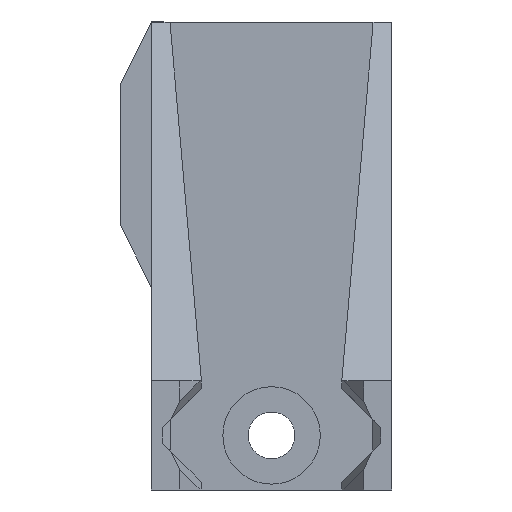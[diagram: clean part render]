
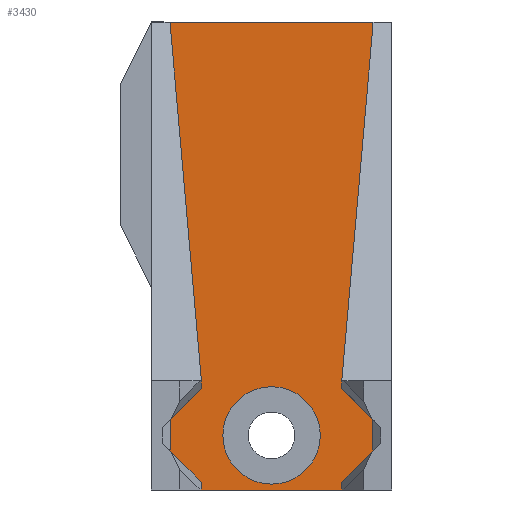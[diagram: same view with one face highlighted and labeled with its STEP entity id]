
A CAD part, front view. The second image highlights one B-rep face of the part: STEP entity #3430.
In plain terms, the highlighted planar face has unit normal (0, -1, 0).
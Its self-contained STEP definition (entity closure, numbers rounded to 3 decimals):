
#154=FACE_BOUND('',#384,.T.);
#174=CIRCLE('',#3643,3.125);
#188=FACE_OUTER_BOUND('',#383,.T.);
#383=EDGE_LOOP('',(#2284,#2285,#2286,#2287,#2288,#2289,#2290,#2291,#2292,
#2293,#2294,#2295,#2296,#2297,#2298,#2299));
#384=EDGE_LOOP('',(#2300));
#608=LINE('',#4584,#1016);
#616=LINE('',#4604,#1024);
#617=LINE('',#4606,#1025);
#618=LINE('',#4608,#1026);
#619=LINE('',#4610,#1027);
#620=LINE('',#4612,#1028);
#621=LINE('',#4614,#1029);
#622=LINE('',#4616,#1030);
#623=LINE('',#4618,#1031);
#624=LINE('',#4620,#1032);
#625=LINE('',#4622,#1033);
#626=LINE('',#4624,#1034);
#627=LINE('',#4626,#1035);
#628=LINE('',#4628,#1036);
#629=LINE('',#4629,#1037);
#630=LINE('',#4630,#1038);
#1016=VECTOR('',#3826,10.);
#1024=VECTOR('',#3840,10.);
#1025=VECTOR('',#3841,1000.);
#1026=VECTOR('',#3842,1000.);
#1027=VECTOR('',#3843,1000.);
#1028=VECTOR('',#3844,1000.);
#1029=VECTOR('',#3845,1000.);
#1030=VECTOR('',#3846,1000.);
#1031=VECTOR('',#3847,1000.);
#1032=VECTOR('',#3848,1000.);
#1033=VECTOR('',#3849,1000.);
#1034=VECTOR('',#3850,1000.);
#1035=VECTOR('',#3851,1000.);
#1036=VECTOR('',#3852,10.);
#1037=VECTOR('',#3853,10.);
#1038=VECTOR('',#3854,10.);
#1424=VERTEX_POINT('',#4581);
#1425=VERTEX_POINT('',#4583);
#1433=VERTEX_POINT('',#4602);
#1434=VERTEX_POINT('',#4603);
#1435=VERTEX_POINT('',#4605);
#1436=VERTEX_POINT('',#4607);
#1437=VERTEX_POINT('',#4609);
#1438=VERTEX_POINT('',#4611);
#1439=VERTEX_POINT('',#4613);
#1440=VERTEX_POINT('',#4615);
#1441=VERTEX_POINT('',#4617);
#1442=VERTEX_POINT('',#4619);
#1443=VERTEX_POINT('',#4621);
#1444=VERTEX_POINT('',#4623);
#1445=VERTEX_POINT('',#4625);
#1446=VERTEX_POINT('',#4627);
#1447=VERTEX_POINT('',#4631);
#1761=EDGE_CURVE('',#1425,#1424,#608,.T.);
#1771=EDGE_CURVE('',#1433,#1434,#616,.T.);
#1772=EDGE_CURVE('',#1433,#1435,#617,.T.);
#1773=EDGE_CURVE('',#1435,#1436,#618,.T.);
#1774=EDGE_CURVE('',#1436,#1437,#619,.T.);
#1775=EDGE_CURVE('',#1437,#1438,#620,.T.);
#1776=EDGE_CURVE('',#1438,#1439,#621,.T.);
#1777=EDGE_CURVE('',#1439,#1440,#622,.T.);
#1778=EDGE_CURVE('',#1441,#1440,#623,.T.);
#1779=EDGE_CURVE('',#1441,#1442,#624,.T.);
#1780=EDGE_CURVE('',#1442,#1443,#625,.T.);
#1781=EDGE_CURVE('',#1443,#1444,#626,.T.);
#1782=EDGE_CURVE('',#1445,#1444,#627,.T.);
#1783=EDGE_CURVE('',#1445,#1446,#628,.T.);
#1784=EDGE_CURVE('',#1446,#1425,#629,.T.);
#1785=EDGE_CURVE('',#1434,#1424,#630,.T.);
#1786=EDGE_CURVE('',#1447,#1447,#174,.T.);
#2284=ORIENTED_EDGE('',*,*,#1771,.F.);
#2285=ORIENTED_EDGE('',*,*,#1772,.T.);
#2286=ORIENTED_EDGE('',*,*,#1773,.T.);
#2287=ORIENTED_EDGE('',*,*,#1774,.T.);
#2288=ORIENTED_EDGE('',*,*,#1775,.T.);
#2289=ORIENTED_EDGE('',*,*,#1776,.T.);
#2290=ORIENTED_EDGE('',*,*,#1777,.T.);
#2291=ORIENTED_EDGE('',*,*,#1778,.F.);
#2292=ORIENTED_EDGE('',*,*,#1779,.T.);
#2293=ORIENTED_EDGE('',*,*,#1780,.T.);
#2294=ORIENTED_EDGE('',*,*,#1781,.T.);
#2295=ORIENTED_EDGE('',*,*,#1782,.F.);
#2296=ORIENTED_EDGE('',*,*,#1783,.T.);
#2297=ORIENTED_EDGE('',*,*,#1784,.T.);
#2298=ORIENTED_EDGE('',*,*,#1761,.T.);
#2299=ORIENTED_EDGE('',*,*,#1785,.F.);
#2300=ORIENTED_EDGE('',*,*,#1786,.T.);
#3284=PLANE('',#3642);
#3430=ADVANCED_FACE('',(#188,#154),#3284,.T.);
#3642=AXIS2_PLACEMENT_3D('',#4601,#3838,#3839);
#3643=AXIS2_PLACEMENT_3D('',#4632,#3855,#3856);
#3826=DIRECTION('',(-1.,0.,0.));
#3838=DIRECTION('center_axis',(0.,-1.,0.));
#3839=DIRECTION('ref_axis',(1.,0.,0.));
#3840=DIRECTION('',(-0.087,0.,0.996));
#3841=DIRECTION('',(0.,0.,-1.));
#3842=DIRECTION('',(-0.707,0.,-0.707));
#3843=DIRECTION('',(0.,0.,-1.));
#3844=DIRECTION('',(0.707,0.,-0.707));
#3845=DIRECTION('',(0.,0.,-1.));
#3846=DIRECTION('',(1.,0.,0.));
#3847=DIRECTION('',(0.,0.,-1.));
#3848=DIRECTION('',(0.707,0.,0.707));
#3849=DIRECTION('',(0.,0.,1.));
#3850=DIRECTION('',(-0.707,0.,0.707));
#3851=DIRECTION('',(0.,0.,-1.));
#3852=DIRECTION('',(0.087,0.,0.996));
#3853=DIRECTION('',(0.,0.,1.));
#3854=DIRECTION('',(0.,0.,1.));
#3855=DIRECTION('center_axis',(0.,1.,0.));
#3856=DIRECTION('ref_axis',(1.,0.,0.));
#4581=CARTESIAN_POINT('',(-6.499,-85.,7.));
#4583=CARTESIAN_POINT('',(6.501,-85.,7.));
#4584=CARTESIAN_POINT('',(-3.249,-85.,7.));
#4601=CARTESIAN_POINT('Origin',(-6.499,-85.,-16.));
#4602=CARTESIAN_POINT('',(-4.5,-85.,-16.));
#4603=CARTESIAN_POINT('',(-6.499,-85.,6.815));
#4604=CARTESIAN_POINT('',(-4.5,-85.,-16.));
#4605=CARTESIAN_POINT('',(-4.5,-85.,-16.5));
#4606=CARTESIAN_POINT('',(-4.5,-85.,-13.));
#4607=CARTESIAN_POINT('',(-6.5,-85.,-18.5));
#4608=CARTESIAN_POINT('',(-4.5,-85.,-16.5));
#4609=CARTESIAN_POINT('',(-6.5,-85.,-20.5));
#4610=CARTESIAN_POINT('',(-6.5,-85.,-20.5));
#4611=CARTESIAN_POINT('',(-4.5,-85.,-22.5));
#4612=CARTESIAN_POINT('',(-4.5,-85.,-22.5));
#4613=CARTESIAN_POINT('',(-4.5,-85.,-23.));
#4614=CARTESIAN_POINT('',(-4.5,-85.,-13.));
#4615=CARTESIAN_POINT('',(4.5,-85.,-23.));
#4616=CARTESIAN_POINT('',(-4.5,-85.,-23.));
#4617=CARTESIAN_POINT('',(4.5,-85.,-22.5));
#4618=CARTESIAN_POINT('',(4.5,-85.,-13.));
#4619=CARTESIAN_POINT('',(6.5,-85.,-20.5));
#4620=CARTESIAN_POINT('',(6.5,-85.,-20.5));
#4621=CARTESIAN_POINT('',(6.5,-85.,-18.5));
#4622=CARTESIAN_POINT('',(6.5,-85.,-18.5));
#4623=CARTESIAN_POINT('',(4.5,-85.,-16.5));
#4624=CARTESIAN_POINT('',(6.5,-85.,-18.5));
#4625=CARTESIAN_POINT('',(4.5,-85.,-16.));
#4626=CARTESIAN_POINT('',(4.5,-85.,-13.));
#4627=CARTESIAN_POINT('',(6.501,-85.,6.815));
#4628=CARTESIAN_POINT('',(4.5,-85.,-16.));
#4629=CARTESIAN_POINT('',(6.501,-85.,-16.));
#4630=CARTESIAN_POINT('',(-6.499,-85.,-16.));
#4631=CARTESIAN_POINT('',(-3.125,-85.,-19.5));
#4632=CARTESIAN_POINT('Origin',(0.,-85.,-19.5));
